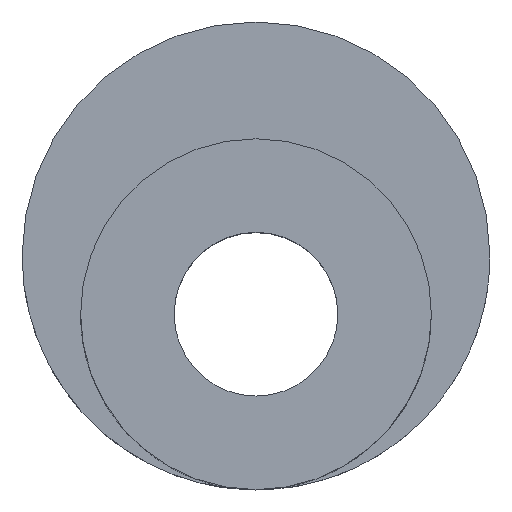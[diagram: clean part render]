
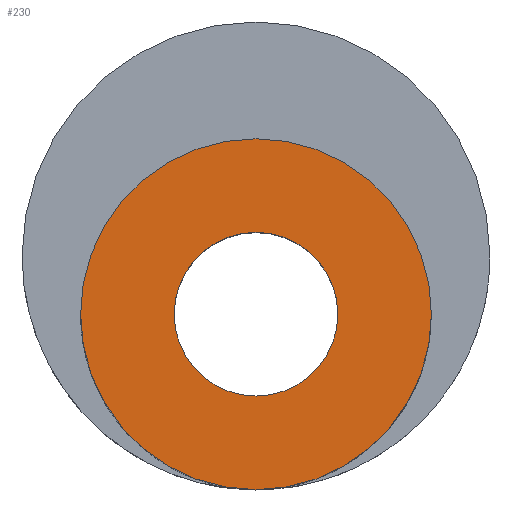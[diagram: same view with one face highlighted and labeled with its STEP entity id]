
A CAD part, top view. The second image highlights one B-rep face of the part: STEP entity #230.
In plain terms, the highlighted planar face has unit normal (0, 0, 1).
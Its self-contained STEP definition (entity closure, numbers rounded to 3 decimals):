
#67=CARTESIAN_POINT('',(0.,-1.5,5.5));
#68=DIRECTION('',(0.,0.,1.));
#69=DIRECTION('',(1.,0.,0.));
#70=AXIS2_PLACEMENT_3D('',#67,#68,#69);
#72=CARTESIAN_POINT('',(0.,-1.5,5.5));
#73=DIRECTION('',(0.,0.,1.));
#74=DIRECTION('',(-1.,0.,0.));
#75=AXIS2_PLACEMENT_3D('',#72,#73,#74);
#77=CARTESIAN_POINT('',(0.,-1.5,5.5));
#78=DIRECTION('',(0.,0.,-1.));
#79=DIRECTION('',(-1.,0.,0.));
#80=AXIS2_PLACEMENT_3D('',#77,#78,#79);
#82=CARTESIAN_POINT('',(0.,-1.5,5.5));
#83=DIRECTION('',(0.,0.,-1.));
#84=DIRECTION('',(1.,0.,0.));
#85=AXIS2_PLACEMENT_3D('',#82,#83,#84);
#103=CARTESIAN_POINT('',(4.5,-1.5,5.5));
#104=CARTESIAN_POINT('',(-4.5,-1.5,5.5));
#105=VERTEX_POINT('',#103);
#106=VERTEX_POINT('',#104);
#117=CARTESIAN_POINT('',(-2.1,-1.5,5.5));
#118=CARTESIAN_POINT('',(2.1,-1.5,5.5));
#119=VERTEX_POINT('',#117);
#120=VERTEX_POINT('',#118);
#215=CARTESIAN_POINT('',(0.,0.,5.5));
#216=DIRECTION('',(0.,0.,1.));
#217=DIRECTION('',(1.,0.,0.));
#218=AXIS2_PLACEMENT_3D('',#215,#216,#217);
#219=PLANE('',#218);
#220=ORIENTED_EDGE('',*,*,#194,.F.);
#221=ORIENTED_EDGE('',*,*,#208,.F.);
#222=EDGE_LOOP('',(#220,#221));
#223=FACE_OUTER_BOUND('',#222,.F.);
#225=ORIENTED_EDGE('',*,*,#224,.F.);
#227=ORIENTED_EDGE('',*,*,#226,.F.);
#228=EDGE_LOOP('',(#225,#227));
#229=FACE_BOUND('',#228,.F.);
#71=CIRCLE('',#70,4.5);
#76=CIRCLE('',#75,4.5);
#81=CIRCLE('',#80,2.1);
#86=CIRCLE('',#85,2.1);
#194=EDGE_CURVE('',#105,#106,#71,.T.);
#208=EDGE_CURVE('',#106,#105,#76,.T.);
#224=EDGE_CURVE('',#119,#120,#81,.T.);
#226=EDGE_CURVE('',#120,#119,#86,.T.);
#230=ADVANCED_FACE('',(#223,#229),#219,.T.);
